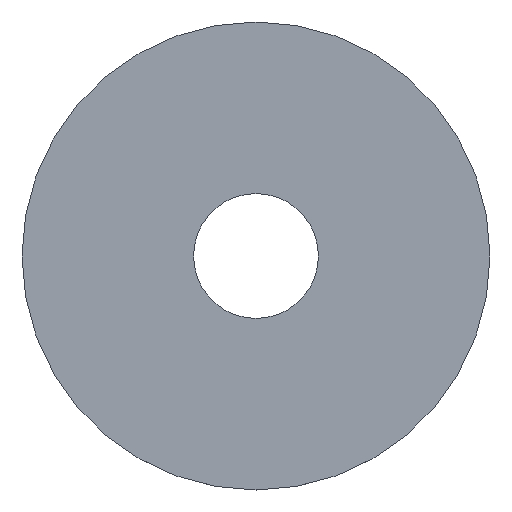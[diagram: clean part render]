
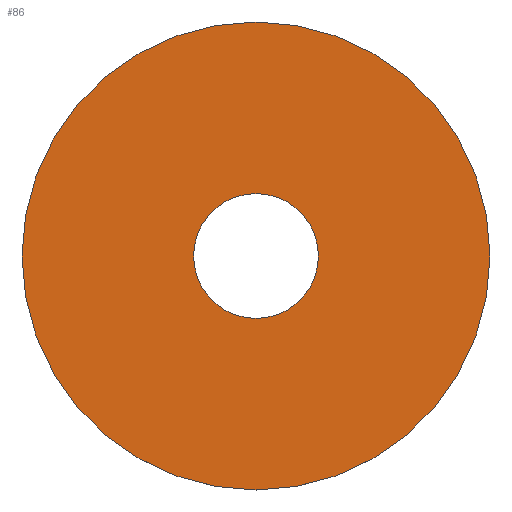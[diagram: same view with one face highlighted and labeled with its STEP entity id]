
A CAD part, top view. The second image highlights one B-rep face of the part: STEP entity #86.
In plain terms, the highlighted planar face has unit normal (0, 0, 1).
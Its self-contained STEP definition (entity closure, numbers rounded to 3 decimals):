
#15 = DIRECTION ( 'NONE',  ( 0., 0., -1. ) ) ;
#18 = EDGE_CURVE ( 'NONE', #20, #20, #77, .T. ) ;
#20 = VERTEX_POINT ( 'NONE', #72 ) ;
#22 = CARTESIAN_POINT ( 'NONE',  ( 0., 15., 0.5 ) ) ;
#27 = VERTEX_POINT ( 'NONE', #22 ) ;
#29 = CIRCLE ( 'NONE', #47, 15. ) ;
#32 = ORIENTED_EDGE ( 'NONE', *, *, #109, .F. ) ;
#43 = FACE_BOUND ( 'NONE', #134, .T. ) ;
#47 = AXIS2_PLACEMENT_3D ( 'NONE', #164, #15, #147 ) ;
#58 = CARTESIAN_POINT ( 'NONE',  ( 0., 4., 0.5 ) ) ;
#59 = DIRECTION ( 'NONE',  ( 0., 1., 0. ) ) ;
#61 = DIRECTION ( 'NONE',  ( 0., 0., 1. ) ) ;
#62 = DIRECTION ( 'NONE',  ( 0., 0., -1. ) ) ;
#63 = PLANE ( 'NONE',  #106 ) ;
#72 = CARTESIAN_POINT ( 'NONE',  ( 0., 4., 0.5 ) ) ;
#76 = FACE_OUTER_BOUND ( 'NONE', #159, .T. ) ;
#77 = CIRCLE ( 'NONE', #168, 4. ) ;
#86 = ADVANCED_FACE ( 'NONE', ( #43, #76 ), #63, .T. ) ;
#87 = ORIENTED_EDGE ( 'NONE', *, *, #18, .T. ) ;
#96 = DIRECTION ( 'NONE',  ( 0., -1., 0. ) ) ;
#106 = AXIS2_PLACEMENT_3D ( 'NONE', #58, #61, #96 ) ;
#109 = EDGE_CURVE ( 'NONE', #27, #27, #29, .T. ) ;
#134 = EDGE_LOOP ( 'NONE', ( #87 ) ) ;
#147 = DIRECTION ( 'NONE',  ( 0., 1., 0. ) ) ;
#159 = EDGE_LOOP ( 'NONE', ( #32 ) ) ;
#162 = CARTESIAN_POINT ( 'NONE',  ( 0., 0., 0.5 ) ) ;
#164 = CARTESIAN_POINT ( 'NONE',  ( 0., 0., 0.5 ) ) ;
#168 = AXIS2_PLACEMENT_3D ( 'NONE', #162, #62, #59 ) ;
